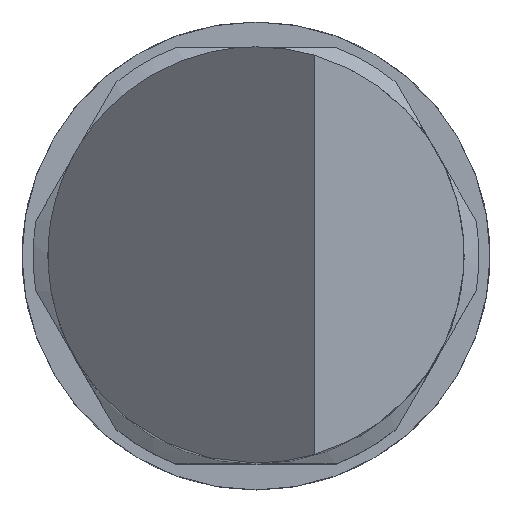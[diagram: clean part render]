
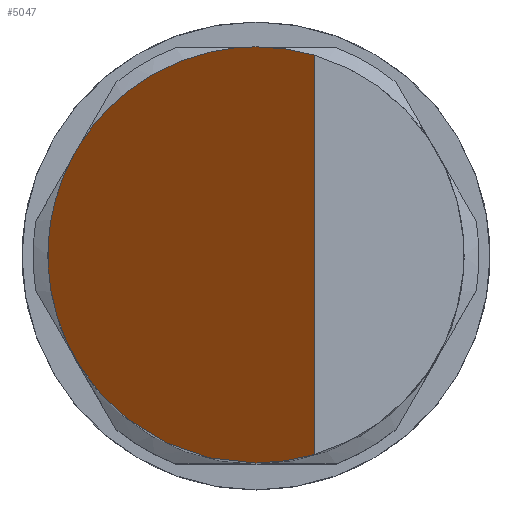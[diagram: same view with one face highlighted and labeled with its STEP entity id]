
A CAD part, top view. The second image highlights one B-rep face of the part: STEP entity #5047.
In plain terms, the highlighted planar face has unit normal (-0.707, 0, 0.707).
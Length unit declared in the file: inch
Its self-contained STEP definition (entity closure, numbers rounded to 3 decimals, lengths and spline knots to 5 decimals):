
#28 = CARTESIAN_POINT ( 'NONE',  ( 0.11614, 0.35293, 1.45669 ) ) ;
#177 = CARTESIAN_POINT ( 'NONE',  ( 0., -0.41142, 1.34055 ) ) ;
#275 = EDGE_CURVE ( 'NONE', #6072, #9916, #8045, .T. ) ;
#322 = VERTEX_POINT ( 'NONE', #177 ) ;
#1467 = CARTESIAN_POINT ( 'NONE',  ( 0.11614, -0.39468, 1.45669 ) ) ;
#1545 = CARTESIAN_POINT ( 'NONE',  ( 0., -0.41142, 1.34055 ) ) ;
#1562 = CARTESIAN_POINT ( 'NONE',  ( 0.1177, 0.35293, 1.45825 ) ) ;
#2393 = ORIENTED_EDGE ( 'NONE', *, *, #4236, .F. ) ;
#2691 = ORIENTED_EDGE ( 'NONE', *, *, #275, .T. ) ;
#2803 = CARTESIAN_POINT ( 'NONE',  ( 0., 0.41142, 1.34055 ) ) ;
#2895 = CARTESIAN_POINT ( 'NONE',  ( 0.11614, 0.39468, 1.45669 ) ) ;
#3357 =( BOUNDED_CURVE ( )  B_SPLINE_CURVE ( 3, ( #10209, #4040, #10387, #7281 ),
 .UNSPECIFIED., .F., .F. ) 
 B_SPLINE_CURVE_WITH_KNOTS ( ( 4, 4 ),
 ( 1.5708, 4.71239 ),
 .UNSPECIFIED. ) 
 CURVE ( )  GEOMETRIC_REPRESENTATION_ITEM ( )  RATIONAL_B_SPLINE_CURVE ( ( 1., 0.333, 0.333, 1. ) ) 
 REPRESENTATION_ITEM ( '' )  );
#3556 = ORIENTED_EDGE ( 'NONE', *, *, #10911, .F. ) ;
#3742 = CARTESIAN_POINT ( 'NONE',  ( 0.03938, 0.41142, 1.37993 ) ) ;
#4040 = CARTESIAN_POINT ( 'NONE',  ( -0.82283, -0.41142, 0.51772 ) ) ;
#4236 = EDGE_CURVE ( 'NONE', #322, #6476, #3357, .T. ) ;
#4455 = CARTESIAN_POINT ( 'NONE',  ( 0.11614, 0.39468, 1.45669 ) ) ;
#5047 = ADVANCED_FACE ( 'NONE', ( #10000 ), #8763, .T. ) ;
#6072 = VERTEX_POINT ( 'NONE', #6224 ) ;
#6224 = CARTESIAN_POINT ( 'NONE',  ( 0.11614, -0.39468, 1.45669 ) ) ;
#6476 = VERTEX_POINT ( 'NONE', #8193 ) ;
#6567 = CARTESIAN_POINT ( 'NONE',  ( 0.07836, -0.4058, 1.41891 ) ) ;
#7080 = VECTOR ( 'NONE', #12085, 39.37008 ) ;
#7124 =( BOUNDED_CURVE ( )  B_SPLINE_CURVE ( 3, ( #1467, #6567, #7643, #1545 ),
 .UNSPECIFIED., .F., .F. ) 
 B_SPLINE_CURVE_WITH_KNOTS ( ( 4, 4 ),
 ( 1.28461, 1.5708 ),
 .UNSPECIFIED. ) 
 CURVE ( )  GEOMETRIC_REPRESENTATION_ITEM ( )  RATIONAL_B_SPLINE_CURVE ( ( 1., 0.993, 0.993, 1. ) ) 
 REPRESENTATION_ITEM ( '' )  );
#7281 = CARTESIAN_POINT ( 'NONE',  ( 0., 0.41142, 1.34055 ) ) ;
#7443 =( BOUNDED_CURVE ( )  B_SPLINE_CURVE ( 3, ( #2803, #3742, #11891, #2895 ),
 .UNSPECIFIED., .F., .F. ) 
 B_SPLINE_CURVE_WITH_KNOTS ( ( 4, 4 ),
 ( 4.71239, 4.99858 ),
 .UNSPECIFIED. ) 
 CURVE ( )  GEOMETRIC_REPRESENTATION_ITEM ( )  RATIONAL_B_SPLINE_CURVE ( ( 1., 0.993, 0.993, 1. ) ) 
 REPRESENTATION_ITEM ( '' )  );
#7555 = EDGE_CURVE ( 'NONE', #6072, #322, #7124, .T. ) ;
#7643 = CARTESIAN_POINT ( 'NONE',  ( 0.03938, -0.41142, 1.37993 ) ) ;
#8045 = LINE ( 'NONE', #28, #7080 ) ;
#8193 = CARTESIAN_POINT ( 'NONE',  ( 0., 0.41142, 1.34055 ) ) ;
#8200 = ORIENTED_EDGE ( 'NONE', *, *, #7555, .F. ) ;
#8675 = DIRECTION ( 'NONE',  ( 0.707, 0., 0.707 ) ) ;
#8763 = PLANE ( 'NONE',  #11525 ) ;
#9737 = DIRECTION ( 'NONE',  ( -0.707, 0., 0.707 ) ) ;
#9916 = VERTEX_POINT ( 'NONE', #4455 ) ;
#10000 = FACE_OUTER_BOUND ( 'NONE', #10488, .T. ) ;
#10209 = CARTESIAN_POINT ( 'NONE',  ( 0., -0.41142, 1.34055 ) ) ;
#10387 = CARTESIAN_POINT ( 'NONE',  ( -0.82283, 0.41142, 0.51772 ) ) ;
#10488 = EDGE_LOOP ( 'NONE', ( #2691, #3556, #2393, #8200 ) ) ;
#10911 = EDGE_CURVE ( 'NONE', #6476, #9916, #7443, .T. ) ;
#11525 = AXIS2_PLACEMENT_3D ( 'NONE', #1562, #9737, #8675 ) ;
#11891 = CARTESIAN_POINT ( 'NONE',  ( 0.07836, 0.4058, 1.41891 ) ) ;
#12085 = DIRECTION ( 'NONE',  ( 0., 1., 0. ) ) ;
